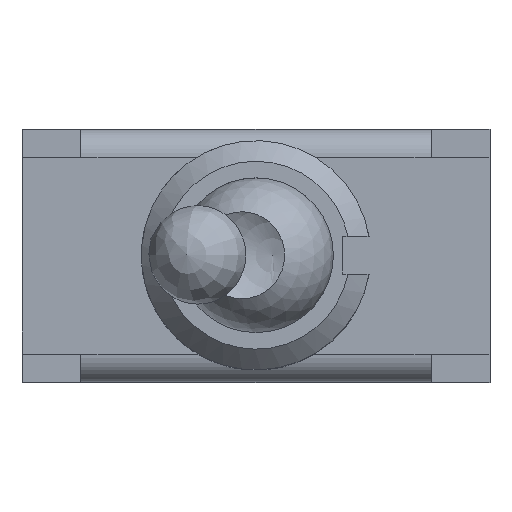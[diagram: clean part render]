
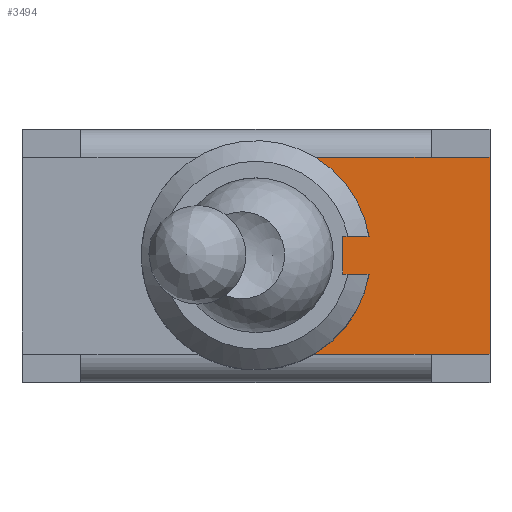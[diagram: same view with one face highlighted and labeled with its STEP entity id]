
A CAD part, top view. The second image highlights one B-rep face of the part: STEP entity #3494.
In plain terms, the highlighted planar face has unit normal (0, 0, 1).
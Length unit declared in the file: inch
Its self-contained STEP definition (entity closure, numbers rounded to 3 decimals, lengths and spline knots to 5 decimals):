
#176=PLANE('',#3760);
#338=LINE('',#5250,#737);
#343=LINE('',#5265,#742);
#359=LINE('',#5299,#758);
#361=LINE('',#5302,#760);
#362=LINE('',#5304,#761);
#465=LINE('',#5536,#864);
#466=LINE('',#5538,#865);
#467=LINE('',#5540,#866);
#737=VECTOR('',#4141,0.3937);
#742=VECTOR('',#4154,0.3937);
#758=VECTOR('',#4178,0.3937);
#760=VECTOR('',#4182,0.3937);
#761=VECTOR('',#4185,0.3937);
#864=VECTOR('',#4420,0.3937);
#865=VECTOR('',#4421,0.3937);
#866=VECTOR('',#4422,0.3937);
#1140=FACE_OUTER_BOUND('',#1352,.T.);
#1352=EDGE_LOOP('',(#2826,#2827,#2828,#2829,#2830,#2831,#2832,#2833,#2834,
#2835));
#1497=CIRCLE('',#3761,0.12244);
#1498=CIRCLE('',#3762,0.12244);
#1639=VERTEX_POINT('',#5247);
#1640=VERTEX_POINT('',#5249);
#1645=VERTEX_POINT('',#5262);
#1646=VERTEX_POINT('',#5264);
#1659=VERTEX_POINT('',#5296);
#1660=VERTEX_POINT('',#5298);
#1722=VERTEX_POINT('',#5533);
#1723=VERTEX_POINT('',#5535);
#1724=VERTEX_POINT('',#5537);
#1725=VERTEX_POINT('',#5539);
#1975=EDGE_CURVE('',#1640,#1639,#338,.T.);
#1982=EDGE_CURVE('',#1645,#1646,#343,.T.);
#1999=EDGE_CURVE('',#1660,#1659,#359,.T.);
#2001=EDGE_CURVE('',#1646,#1659,#361,.T.);
#2002=EDGE_CURVE('',#1639,#1660,#362,.T.);
#2117=EDGE_CURVE('',#1645,#1722,#1497,.T.);
#2118=EDGE_CURVE('',#1722,#1723,#465,.T.);
#2119=EDGE_CURVE('',#1723,#1724,#466,.T.);
#2120=EDGE_CURVE('',#1724,#1725,#467,.T.);
#2121=EDGE_CURVE('',#1725,#1640,#1498,.T.);
#2826=ORIENTED_EDGE('',*,*,#2117,.T.);
#2827=ORIENTED_EDGE('',*,*,#2118,.T.);
#2828=ORIENTED_EDGE('',*,*,#2119,.T.);
#2829=ORIENTED_EDGE('',*,*,#2120,.T.);
#2830=ORIENTED_EDGE('',*,*,#2121,.T.);
#2831=ORIENTED_EDGE('',*,*,#1975,.T.);
#2832=ORIENTED_EDGE('',*,*,#2002,.T.);
#2833=ORIENTED_EDGE('',*,*,#1999,.T.);
#2834=ORIENTED_EDGE('',*,*,#2001,.F.);
#2835=ORIENTED_EDGE('',*,*,#1982,.F.);
#3494=ADVANCED_FACE('',(#1140),#176,.T.);
#3760=AXIS2_PLACEMENT_3D('',#5532,#4416,#4417);
#3761=AXIS2_PLACEMENT_3D('',#5534,#4418,#4419);
#3762=AXIS2_PLACEMENT_3D('',#5541,#4423,#4424);
#4141=DIRECTION('',(1.,0.,0.));
#4154=DIRECTION('',(1.,0.,0.));
#4178=DIRECTION('',(0.,1.,0.));
#4182=DIRECTION('',(1.,0.,0.));
#4185=DIRECTION('',(1.,0.,0.));
#4416=DIRECTION('center_axis',(0.,0.,1.));
#4417=DIRECTION('ref_axis',(0.,-1.,0.));
#4418=DIRECTION('center_axis',(0.,0.,-1.));
#4419=DIRECTION('ref_axis',(0.986,0.164,0.));
#4420=DIRECTION('',(-1.,0.,0.));
#4421=DIRECTION('',(0.,-1.,0.));
#4422=DIRECTION('',(1.,0.,0.));
#4423=DIRECTION('center_axis',(0.,0.,-1.));
#4424=DIRECTION('ref_axis',(0.986,0.164,0.));
#5247=CARTESIAN_POINT('',(0.18701,-0.10512,0.35));
#5249=CARTESIAN_POINT('',(0.06279,-0.10512,0.35));
#5250=CARTESIAN_POINT('',(0.,-0.10512,0.35));
#5262=CARTESIAN_POINT('',(0.06279,0.10512,0.35));
#5264=CARTESIAN_POINT('',(0.18701,0.10512,0.35));
#5265=CARTESIAN_POINT('',(0.,0.10512,0.35));
#5296=CARTESIAN_POINT('',(0.25,0.10512,0.35));
#5298=CARTESIAN_POINT('',(0.25,-0.10512,0.35));
#5299=CARTESIAN_POINT('',(0.25,0.10512,0.35));
#5302=CARTESIAN_POINT('',(0.18701,0.10512,0.35));
#5304=CARTESIAN_POINT('',(0.18701,-0.10512,0.35));
#5532=CARTESIAN_POINT('Origin',(0.,0.10512,0.35));
#5533=CARTESIAN_POINT('',(0.12078,0.02008,0.35));
#5534=CARTESIAN_POINT('Origin',(0.,0.,
0.35));
#5535=CARTESIAN_POINT('',(0.09283,0.02008,0.35));
#5536=CARTESIAN_POINT('',(0.06039,0.02008,0.35));
#5537=CARTESIAN_POINT('',(0.09283,-0.02008,0.35));
#5538=CARTESIAN_POINT('',(0.09283,0.0626,0.35));
#5539=CARTESIAN_POINT('',(0.12078,-0.02008,0.35));
#5540=CARTESIAN_POINT('',(0.04642,-0.02008,0.35));
#5541=CARTESIAN_POINT('Origin',(0.,0.,
0.35));
